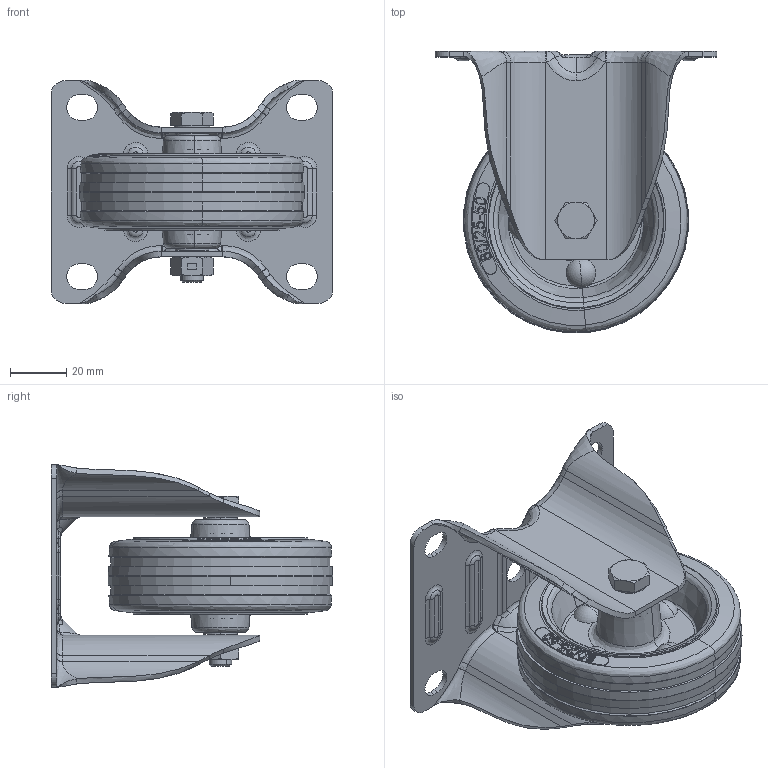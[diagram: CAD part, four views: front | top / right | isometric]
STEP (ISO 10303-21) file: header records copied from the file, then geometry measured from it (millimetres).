
FILE_DESCRIPTION (( 'STEP AP214' ), '1' );
FILE_NAME ('0056305.step', '2023-10-16T08:48:54', ( '' ), ( '' ), 'SwSTEP 2.0', 'SolidWorks 2020', '' );
FILE_SCHEMA (( 'AUTOMOTIVE_DESIGN' ));
Length unit declared in the file: millimetre
Products named in the file (1): 0056305
Bounding box: 100 x 99.86 x 79.31 mm (x, y, z)
Surface area: 62023.4 mm2 (no closed solid volume)
Topology: 0 solids, 27 shells, 546 faces, 1361 edges, 834 vertices
Faces by surface type: bspline 187, plane 134, cylinder 116, cone 75, torus 34
Entity records: 31607 total; most frequent: CARTESIAN_POINT 14045, ORIENTED_EDGE 2525, DIRECTION 2041, EDGE_CURVE 1333, VERTEX_POINT 834, AXIS2_PLACEMENT_3D 776, EDGE_LOOP 598, UNCERTAINTY_MEASURE_WITH_UNIT 552
